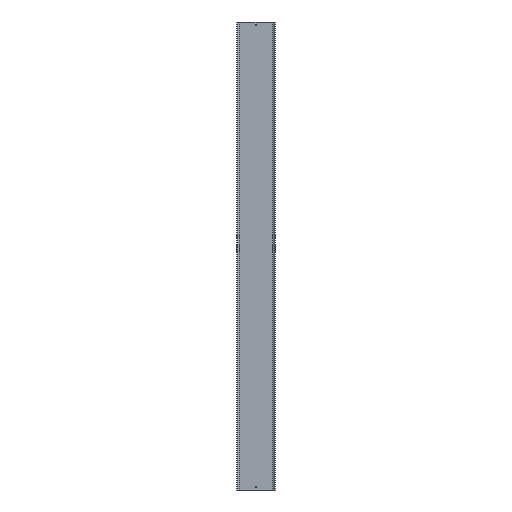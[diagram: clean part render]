
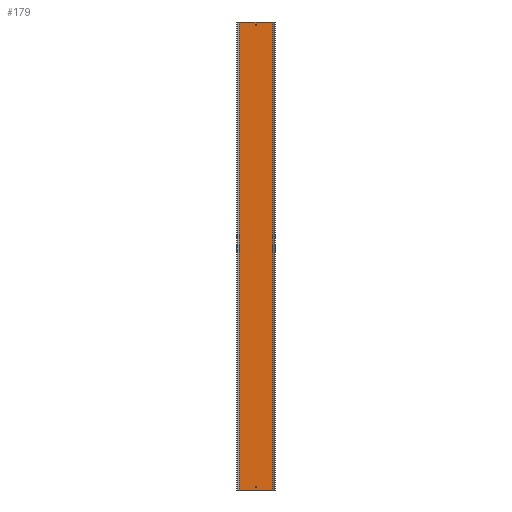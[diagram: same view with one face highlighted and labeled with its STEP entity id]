
A CAD part, front view. The second image highlights one B-rep face of the part: STEP entity #179.
In plain terms, the highlighted planar face has unit normal (0, -1, 0).
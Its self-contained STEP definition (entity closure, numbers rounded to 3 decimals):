
#5 = FACE_BOUND ( 'NONE', #181, .T. ) ;
#6 = VERTEX_POINT ( 'NONE', #581 ) ;
#8 = ORIENTED_EDGE ( 'NONE', *, *, #522, .T. ) ;
#10 = VERTEX_POINT ( 'NONE', #422 ) ;
#16 = DIRECTION ( 'NONE',  ( 1., 0., 0. ) ) ;
#29 = VERTEX_POINT ( 'NONE', #341 ) ;
#36 = DIRECTION ( 'NONE',  ( 0., -1., 0. ) ) ;
#64 = CARTESIAN_POINT ( 'NONE',  ( -2.75, -2., 1236. ) ) ;
#65 = VERTEX_POINT ( 'NONE', #64 ) ;
#67 = CARTESIAN_POINT ( 'NONE',  ( 94., -2., 1250. ) ) ;
#83 = VECTOR ( 'NONE', #324, 1000. ) ;
#105 = CIRCLE ( 'NONE', #143, 2.75 ) ;
#109 = DIRECTION ( 'NONE',  ( 0., 1., 0. ) ) ;
#110 = EDGE_CURVE ( 'NONE', #65, #10, #105, .T. ) ;
#120 = AXIS2_PLACEMENT_3D ( 'NONE', #195, #347, #437 ) ;
#131 = AXIS2_PLACEMENT_3D ( 'NONE', #355, #204, #451 ) ;
#143 = AXIS2_PLACEMENT_3D ( 'NONE', #227, #36, #473 ) ;
#157 = DIRECTION ( 'NONE',  ( -1., 0., 0. ) ) ;
#167 = VECTOR ( 'NONE', #517, 1000. ) ;
#179 = ADVANCED_FACE ( 'NONE', ( #349, #5, #532 ), #487, .F. ) ;
#181 = EDGE_LOOP ( 'NONE', ( #477, #585 ) ) ;
#195 = CARTESIAN_POINT ( 'NONE',  ( 0., -2., -1236. ) ) ;
#204 = DIRECTION ( 'NONE',  ( 0., -1., 0. ) ) ;
#221 = CIRCLE ( 'NONE', #120, 2.75 ) ;
#226 = CARTESIAN_POINT ( 'NONE',  ( 0., -2., 1236. ) ) ;
#227 = CARTESIAN_POINT ( 'NONE',  ( 0., -2., 1236. ) ) ;
#242 = EDGE_CURVE ( 'NONE', #6, #387, #540, .T. ) ;
#243 = CARTESIAN_POINT ( 'NONE',  ( 91.817, -2., 1250. ) ) ;
#266 = EDGE_CURVE ( 'NONE', #397, #456, #221, .T. ) ;
#284 = LINE ( 'NONE', #336, #167 ) ;
#286 = VERTEX_POINT ( 'NONE', #306 ) ;
#287 = CARTESIAN_POINT ( 'NONE',  ( 94., -2., -1250. ) ) ;
#302 = EDGE_LOOP ( 'NONE', ( #367, #323 ) ) ;
#306 = CARTESIAN_POINT ( 'NONE',  ( -91.817, -2., -1250. ) ) ;
#323 = ORIENTED_EDGE ( 'NONE', *, *, #266, .F. ) ;
#324 = DIRECTION ( 'NONE',  ( 0., 0., -1. ) ) ;
#326 = CARTESIAN_POINT ( 'NONE',  ( -2.75, -2., -1236. ) ) ;
#336 = CARTESIAN_POINT ( 'NONE',  ( -91.817, -2., 1250. ) ) ;
#341 = CARTESIAN_POINT ( 'NONE',  ( 91.817, -2., -1250. ) ) ;
#347 = DIRECTION ( 'NONE',  ( 0., -1., 0. ) ) ;
#349 = FACE_BOUND ( 'NONE', #302, .T. ) ;
#355 = CARTESIAN_POINT ( 'NONE',  ( 0., -2., -1236. ) ) ;
#365 = EDGE_CURVE ( 'NONE', #387, #29, #553, .T. ) ;
#367 = ORIENTED_EDGE ( 'NONE', *, *, #600, .F. ) ;
#387 = VERTEX_POINT ( 'NONE', #243 ) ;
#397 = VERTEX_POINT ( 'NONE', #511 ) ;
#401 = VECTOR ( 'NONE', #16, 1000. ) ;
#406 = EDGE_CURVE ( 'NONE', #10, #65, #461, .T. ) ;
#422 = CARTESIAN_POINT ( 'NONE',  ( 2.75, -2., 1236. ) ) ;
#423 = DIRECTION ( 'NONE',  ( -1., 0., 0. ) ) ;
#437 = DIRECTION ( 'NONE',  ( -1., 0., 0. ) ) ;
#451 = DIRECTION ( 'NONE',  ( -1., 0., 0. ) ) ;
#456 = VERTEX_POINT ( 'NONE', #326 ) ;
#457 = LINE ( 'NONE', #287, #588 ) ;
#461 = CIRCLE ( 'NONE', #554, 2.75 ) ;
#473 = DIRECTION ( 'NONE',  ( -1., 0., 0. ) ) ;
#477 = ORIENTED_EDGE ( 'NONE', *, *, #110, .F. ) ;
#485 = CARTESIAN_POINT ( 'NONE',  ( 94., -2., 1250. ) ) ;
#486 = EDGE_CURVE ( 'NONE', #6, #286, #284, .T. ) ;
#487 = PLANE ( 'NONE',  #552 ) ;
#511 = CARTESIAN_POINT ( 'NONE',  ( 2.75, -2., -1236. ) ) ;
#517 = DIRECTION ( 'NONE',  ( 0., 0., -1. ) ) ;
#521 = ORIENTED_EDGE ( 'NONE', *, *, #242, .F. ) ;
#522 = EDGE_CURVE ( 'NONE', #286, #29, #457, .T. ) ;
#523 = CIRCLE ( 'NONE', #131, 2.75 ) ;
#524 = ORIENTED_EDGE ( 'NONE', *, *, #365, .F. ) ;
#529 = EDGE_LOOP ( 'NONE', ( #8, #524, #521, #607 ) ) ;
#532 = FACE_OUTER_BOUND ( 'NONE', #529, .T. ) ;
#540 = LINE ( 'NONE', #485, #401 ) ;
#552 = AXIS2_PLACEMENT_3D ( 'NONE', #67, #109, #157 ) ;
#553 = LINE ( 'NONE', #602, #83 ) ;
#554 = AXIS2_PLACEMENT_3D ( 'NONE', #226, #605, #423 ) ;
#581 = CARTESIAN_POINT ( 'NONE',  ( -91.817, -2., 1250. ) ) ;
#585 = ORIENTED_EDGE ( 'NONE', *, *, #406, .F. ) ;
#588 = VECTOR ( 'NONE', #612, 1000. ) ;
#600 = EDGE_CURVE ( 'NONE', #456, #397, #523, .T. ) ;
#602 = CARTESIAN_POINT ( 'NONE',  ( 91.817, -2., 1250. ) ) ;
#605 = DIRECTION ( 'NONE',  ( 0., -1., 0. ) ) ;
#607 = ORIENTED_EDGE ( 'NONE', *, *, #486, .T. ) ;
#612 = DIRECTION ( 'NONE',  ( 1., 0., 0. ) ) ;
